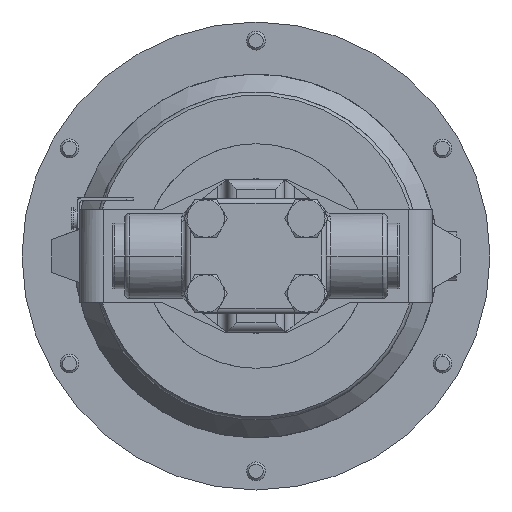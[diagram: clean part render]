
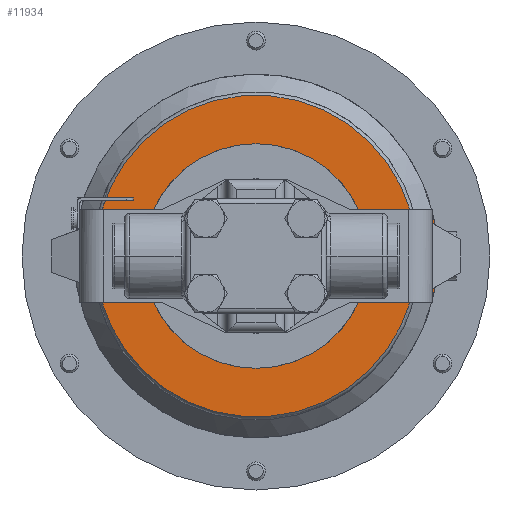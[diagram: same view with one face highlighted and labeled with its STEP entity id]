
A CAD part, front view. The second image highlights one B-rep face of the part: STEP entity #11934.
In plain terms, the highlighted planar face has unit normal (0, -1, 0).
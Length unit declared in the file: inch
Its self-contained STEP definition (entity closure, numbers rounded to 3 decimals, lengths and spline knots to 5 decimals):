
#49 = CARTESIAN_POINT ( 'NONE',  ( 1.5228, 10.0585, 2.85941 ) ) ;
#159 = VECTOR ( 'NONE', #23728, 39.37008 ) ;
#243 = ORIENTED_EDGE ( 'NONE', *, *, #12224, .T. ) ;
#762 = VERTEX_POINT ( 'NONE', #6875 ) ;
#926 = LINE ( 'NONE', #13706, #159 ) ;
#992 = VERTEX_POINT ( 'NONE', #22415 ) ;
#1422 = LINE ( 'NONE', #22938, #32120 ) ;
#1756 = CARTESIAN_POINT ( 'NONE',  ( -0.54477, 10.0585, 2.27441 ) ) ;
#1827 = CARTESIAN_POINT ( 'NONE',  ( 3.59037, 10.0585, 3.44441 ) ) ;
#2014 = AXIS2_PLACEMENT_3D ( 'NONE', #27198, #12208, #29765 ) ;
#2041 = CARTESIAN_POINT ( 'NONE',  ( 1.5228, 10.0585, 2.85941 ) ) ;
#2073 = DIRECTION ( 'NONE',  ( 1., 0., 0. ) ) ;
#2533 = DIRECTION ( 'NONE',  ( 0., 0., 1. ) ) ;
#2631 = EDGE_LOOP ( 'NONE', ( #20667, #14504, #4541, #20670, #30593, #26149, #6441, #243, #4820 ) ) ;
#2774 = CIRCLE ( 'NONE', #22576, 2.4285 ) ;
#2788 = EDGE_CURVE ( 'NONE', #22244, #8603, #2774, .T. ) ;
#3041 = CIRCLE ( 'NONE', #15309, 1.5 ) ;
#4004 = CARTESIAN_POINT ( 'NONE',  ( -0.59021, 10.0585, 2.27441 ) ) ;
#4019 = CIRCLE ( 'NONE', #2014, 2.1925 ) ;
#4213 = CIRCLE ( 'NONE', #30025, 1.5 ) ;
#4541 = ORIENTED_EDGE ( 'NONE', *, *, #5348, .T. ) ;
#4573 = DIRECTION ( 'NONE',  ( 1., 0., 0. ) ) ;
#4820 = ORIENTED_EDGE ( 'NONE', *, *, #14167, .T. ) ;
#5348 = EDGE_CURVE ( 'NONE', #992, #17647, #4019, .T. ) ;
#5968 = CIRCLE ( 'NONE', #10949, 2.4285 ) ;
#6067 = CARTESIAN_POINT ( 'NONE',  ( 3.87979, 10.0585, 2.27441 ) ) ;
#6228 = DIRECTION ( 'NONE',  ( 0., -1., 0. ) ) ;
#6441 = ORIENTED_EDGE ( 'NONE', *, *, #2788, .T. ) ;
#6537 = DIRECTION ( 'NONE',  ( 1., 0., 0. ) ) ;
#6875 = CARTESIAN_POINT ( 'NONE',  ( -0.54477, 10.0585, 3.44441 ) ) ;
#7026 = EDGE_CURVE ( 'NONE', #29431, #25700, #3041, .T. ) ;
#7049 = CARTESIAN_POINT ( 'NONE',  ( 1.5228, 10.0585, 2.39941 ) ) ;
#7305 = CARTESIAN_POINT ( 'NONE',  ( 1.5228, 10.0585, 2.85941 ) ) ;
#8071 = EDGE_CURVE ( 'NONE', #16004, #22244, #1422, .T. ) ;
#8603 = VERTEX_POINT ( 'NONE', #9139 ) ;
#8914 = CIRCLE ( 'NONE', #32041, 2.14874 ) ;
#9139 = CARTESIAN_POINT ( 'NONE',  ( 3.9513, 10.0585, 2.85941 ) ) ;
#9427 = EDGE_CURVE ( 'NONE', #17647, #24216, #30856, .T. ) ;
#9568 = CARTESIAN_POINT ( 'NONE',  ( 3.59037, 10.0585, 2.27441 ) ) ;
#9576 = PLANE ( 'NONE',  #25453 ) ;
#9622 = EDGE_LOOP ( 'NONE', ( #17149, #26232 ) ) ;
#9821 = DIRECTION ( 'NONE',  ( 0., 0., 1. ) ) ;
#10042 = DIRECTION ( 'NONE',  ( -1., 0., 0. ) ) ;
#10949 = AXIS2_PLACEMENT_3D ( 'NONE', #2041, #19630, #4573 ) ;
#11045 = DIRECTION ( 'NONE',  ( 0., -1., 0. ) ) ;
#11934 = ADVANCED_FACE ( 'NONE', ( #18161, #30733 ), #9576, .F. ) ;
#12208 = DIRECTION ( 'NONE',  ( 0., -1., 0. ) ) ;
#12224 = EDGE_CURVE ( 'NONE', #8603, #13862, #5968, .T. ) ;
#12734 = CARTESIAN_POINT ( 'NONE',  ( 3.87979, 10.0585, 3.44441 ) ) ;
#13706 = CARTESIAN_POINT ( 'NONE',  ( -0.59021, 10.0585, 3.44441 ) ) ;
#13862 = VERTEX_POINT ( 'NONE', #12734 ) ;
#14167 = EDGE_CURVE ( 'NONE', #13862, #23078, #926, .T. ) ;
#14504 = ORIENTED_EDGE ( 'NONE', *, *, #18182, .T. ) ;
#15309 = AXIS2_PLACEMENT_3D ( 'NONE', #49, #17603, #2533 ) ;
#15333 = VECTOR ( 'NONE', #10042, 39.37008 ) ;
#16004 = VERTEX_POINT ( 'NONE', #9568 ) ;
#17121 = DIRECTION ( 'NONE',  ( 0., -1., 0. ) ) ;
#17149 = ORIENTED_EDGE ( 'NONE', *, *, #29985, .F. ) ;
#17185 = DIRECTION ( 'NONE',  ( 1., 0., 0. ) ) ;
#17490 = VECTOR ( 'NONE', #6537, 39.37008 ) ;
#17603 = DIRECTION ( 'NONE',  ( 0., -1., 0. ) ) ;
#17647 = VERTEX_POINT ( 'NONE', #28662 ) ;
#18074 = AXIS2_PLACEMENT_3D ( 'NONE', #32184, #17121, #2073 ) ;
#18161 = FACE_BOUND ( 'NONE', #9622, .T. ) ;
#18182 = EDGE_CURVE ( 'NONE', #762, #992, #22031, .T. ) ;
#19482 = CIRCLE ( 'NONE', #18074, 2.14874 ) ;
#19630 = DIRECTION ( 'NONE',  ( 0., -1., 0. ) ) ;
#20667 = ORIENTED_EDGE ( 'NONE', *, *, #30478, .T. ) ;
#20670 = ORIENTED_EDGE ( 'NONE', *, *, #9427, .T. ) ;
#21291 = CARTESIAN_POINT ( 'NONE',  ( 1.5228, 10.0585, 2.85941 ) ) ;
#22031 = LINE ( 'NONE', #22581, #15333 ) ;
#22244 = VERTEX_POINT ( 'NONE', #6067 ) ;
#22415 = CARTESIAN_POINT ( 'NONE',  ( -0.59021, 10.0585, 3.44441 ) ) ;
#22576 = AXIS2_PLACEMENT_3D ( 'NONE', #21291, #6228, #23806 ) ;
#22581 = CARTESIAN_POINT ( 'NONE',  ( -0.59021, 10.0585, 3.44441 ) ) ;
#22938 = CARTESIAN_POINT ( 'NONE',  ( -0.59021, 10.0585, 2.27441 ) ) ;
#23078 = VERTEX_POINT ( 'NONE', #1827 ) ;
#23728 = DIRECTION ( 'NONE',  ( -1., 0., 0. ) ) ;
#23806 = DIRECTION ( 'NONE',  ( 1., 0., 0. ) ) ;
#24072 = CARTESIAN_POINT ( 'NONE',  ( 1.5228, 10.0585, 4.35941 ) ) ;
#24216 = VERTEX_POINT ( 'NONE', #1756 ) ;
#24319 = EDGE_CURVE ( 'NONE', #24216, #16004, #19482, .T. ) ;
#24860 = DIRECTION ( 'NONE',  ( 0., -1., 0. ) ) ;
#25436 = DIRECTION ( 'NONE',  ( 1., 0., 0. ) ) ;
#25453 = AXIS2_PLACEMENT_3D ( 'NONE', #7049, #32236, #17185 ) ;
#25700 = VERTEX_POINT ( 'NONE', #27366 ) ;
#26060 = CARTESIAN_POINT ( 'NONE',  ( 1.5228, 10.0585, 2.85941 ) ) ;
#26149 = ORIENTED_EDGE ( 'NONE', *, *, #8071, .T. ) ;
#26232 = ORIENTED_EDGE ( 'NONE', *, *, #7026, .F. ) ;
#27198 = CARTESIAN_POINT ( 'NONE',  ( 1.5228, 10.0585, 2.85941 ) ) ;
#27366 = CARTESIAN_POINT ( 'NONE',  ( 1.5228, 10.0585, 1.35941 ) ) ;
#28601 = DIRECTION ( 'NONE',  ( 1., 0., 0. ) ) ;
#28662 = CARTESIAN_POINT ( 'NONE',  ( -0.59021, 10.0585, 2.27441 ) ) ;
#29431 = VERTEX_POINT ( 'NONE', #24072 ) ;
#29765 = DIRECTION ( 'NONE',  ( 1., 0., 0. ) ) ;
#29985 = EDGE_CURVE ( 'NONE', #25700, #29431, #4213, .T. ) ;
#30025 = AXIS2_PLACEMENT_3D ( 'NONE', #7305, #24860, #9821 ) ;
#30478 = EDGE_CURVE ( 'NONE', #23078, #762, #8914, .T. ) ;
#30593 = ORIENTED_EDGE ( 'NONE', *, *, #24319, .T. ) ;
#30733 = FACE_OUTER_BOUND ( 'NONE', #2631, .T. ) ;
#30856 = LINE ( 'NONE', #4004, #17490 ) ;
#32041 = AXIS2_PLACEMENT_3D ( 'NONE', #26060, #11045, #28601 ) ;
#32120 = VECTOR ( 'NONE', #25436, 39.37008 ) ;
#32184 = CARTESIAN_POINT ( 'NONE',  ( 1.5228, 10.0585, 2.85941 ) ) ;
#32236 = DIRECTION ( 'NONE',  ( 0., 1., 0. ) ) ;
